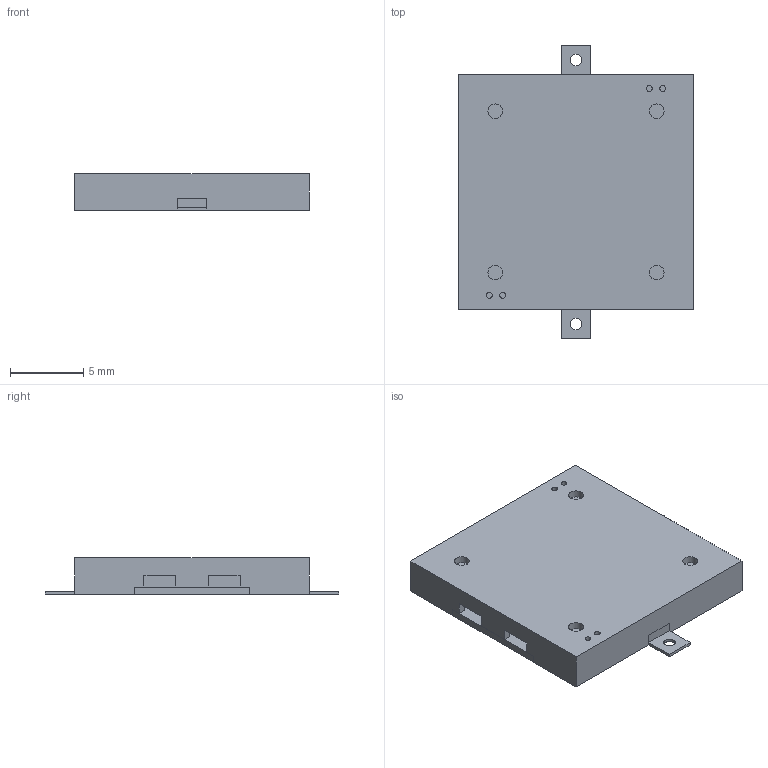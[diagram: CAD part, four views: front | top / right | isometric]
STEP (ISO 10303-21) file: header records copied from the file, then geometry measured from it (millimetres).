
FILE_DESCRIPTION(/* description */ (''),/* implementation_level */ '2;1');
FILE_NAME(/* name */ 'SMT-1640-S-2-R.ipt.stp',/* time_stamp */ '2020-05-28T15:44:10-04:00',/* author */ ('J.D.'),/* organization */ (''),/* preprocessor_version */ 'ST-DEVELOPER v16.1',/* originating_system */ 'Autodesk Inventor 2016',/* authorisation */ '');
FILE_SCHEMA (('AUTOMOTIVE_DESIGN { 1 0 10303 214 3 1 1 }'));
Length unit declared in the file: millimetre
Products named in the file (1): SMT-1640-S-2-R
Bounding box: 16 x 20 x 2.5 mm (x, y, z)
Volume: 356.3 mm3; surface area: 1444.8 mm2
Topology: 1 solids, 1 shells, 124 faces, 341 edges, 227 vertices
Faces by surface type: plane 112, cylinder 12
Full cylindrical faces by diameter (mm): 0.4 x4, 0.8 x2, 1 x4, 12 x1, 13 x1
Entity records: 4016 total; most frequent: CARTESIAN_POINT 680, ORIENTED_EDGE 654, DIRECTION 604, EDGE_CURVE 327, LINE 304, VECTOR 304, VERTEX_POINT 224, EDGE_LOOP 157
